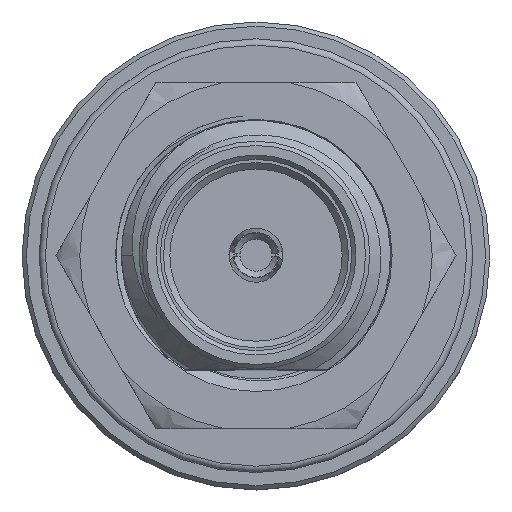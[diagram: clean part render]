
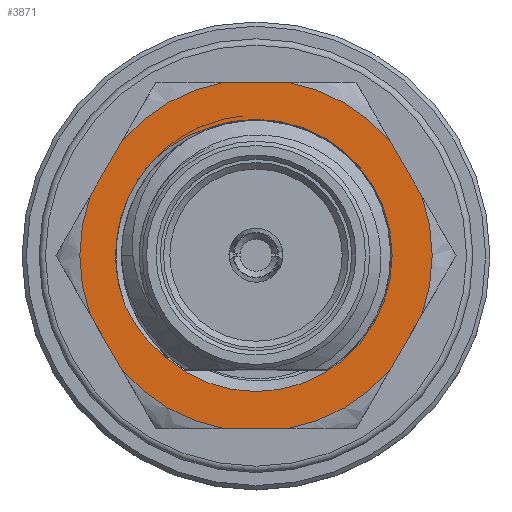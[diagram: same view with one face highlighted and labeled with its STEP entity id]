
A CAD part, top view. The second image highlights one B-rep face of the part: STEP entity #3871.
In plain terms, the highlighted planar face has unit normal (0, 0, 1).
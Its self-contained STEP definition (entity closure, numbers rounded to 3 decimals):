
#247=B_SPLINE_CURVE_WITH_KNOTS('',3,(#21607,#21608,#21609,#21610),
 .UNSPECIFIED.,.F.,.F.,(4,4),(0.005,0.006),
 .UNSPECIFIED.);
#248=B_SPLINE_CURVE_WITH_KNOTS('',3,(#21611,#21612,#21613,#21614),
 .UNSPECIFIED.,.F.,.F.,(4,4),(0.,0.002),
 .UNSPECIFIED.);
#558=LINE('',#21306,#791);
#561=LINE('',#21323,#794);
#563=LINE('',#21338,#796);
#567=LINE('',#21357,#800);
#570=LINE('',#21374,#803);
#572=LINE('',#21389,#805);
#791=VECTOR('',#6220,1000.);
#794=VECTOR('',#6229,1000.);
#796=VECTOR('',#6237,1000.);
#800=VECTOR('',#6247,1000.);
#803=VECTOR('',#6256,1000.);
#805=VECTOR('',#6264,1000.);
#1884=ORIENTED_EDGE('',*,*,#2519,.T.);
#1885=ORIENTED_EDGE('',*,*,#2520,.T.);
#1886=ORIENTED_EDGE('',*,*,#2517,.T.);
#1887=ORIENTED_EDGE('',*,*,#2521,.T.);
#1888=ORIENTED_EDGE('',*,*,#2511,.F.);
#1889=ORIENTED_EDGE('',*,*,#2508,.T.);
#1890=ORIENTED_EDGE('',*,*,#2506,.F.);
#1891=ORIENTED_EDGE('',*,*,#2502,.T.);
#1892=ORIENTED_EDGE('',*,*,#2500,.F.);
#1893=ORIENTED_EDGE('',*,*,#2496,.T.);
#1894=ORIENTED_EDGE('',*,*,#2493,.F.);
#1895=ORIENTED_EDGE('',*,*,#2490,.T.);
#1896=ORIENTED_EDGE('',*,*,#2488,.F.);
#1897=ORIENTED_EDGE('',*,*,#2485,.T.);
#1898=ORIENTED_EDGE('',*,*,#2482,.F.);
#1899=ORIENTED_EDGE('',*,*,#2476,.T.);
#2476=EDGE_CURVE('',#3370,#3371,#2662,.F.);
#2482=EDGE_CURVE('',#3370,#3374,#558,.T.);
#2485=EDGE_CURVE('',#3375,#3374,#2663,.F.);
#2488=EDGE_CURVE('',#3375,#3377,#561,.T.);
#2490=EDGE_CURVE('',#3378,#3377,#2664,.F.);
#2493=EDGE_CURVE('',#3378,#3379,#563,.T.);
#2496=EDGE_CURVE('',#3381,#3379,#2665,.F.);
#2500=EDGE_CURVE('',#3381,#3383,#567,.T.);
#2502=EDGE_CURVE('',#3384,#3383,#2666,.F.);
#2506=EDGE_CURVE('',#3384,#3386,#570,.T.);
#2508=EDGE_CURVE('',#3387,#3386,#2667,.F.);
#2511=EDGE_CURVE('',#3387,#3371,#572,.T.);
#2517=EDGE_CURVE('',#3393,#3392,#2670,.T.);
#2519=EDGE_CURVE('',#3394,#3395,#2671,.T.);
#2520=EDGE_CURVE('',#3395,#3393,#247,.T.);
#2521=EDGE_CURVE('',#3392,#3394,#248,.T.);
#2662=CIRCLE('',#5380,4.142);
#2663=CIRCLE('',#5383,4.142);
#2664=CIRCLE('',#5386,4.142);
#2665=CIRCLE('',#5389,4.142);
#2666=CIRCLE('',#5392,4.142);
#2667=CIRCLE('',#5395,4.142);
#2670=CIRCLE('',#5401,3.298);
#2671=CIRCLE('',#5403,3.2);
#2914=EDGE_LOOP('',(#1884,#1885,#1886,#1887));
#2915=EDGE_LOOP('',(#1888,#1889,#1890,#1891,#1892,#1893,#1894,#1895,#1896,
#1897,#1898,#1899));
#3001=PLANE('',#5402);
#3370=VERTEX_POINT('',#21290);
#3371=VERTEX_POINT('',#21291);
#3374=VERTEX_POINT('',#21307);
#3375=VERTEX_POINT('',#21317);
#3377=VERTEX_POINT('',#21324);
#3378=VERTEX_POINT('',#21331);
#3379=VERTEX_POINT('',#21339);
#3381=VERTEX_POINT('',#21348);
#3383=VERTEX_POINT('',#21358);
#3384=VERTEX_POINT('',#21365);
#3386=VERTEX_POINT('',#21375);
#3387=VERTEX_POINT('',#21382);
#3392=VERTEX_POINT('',#21503);
#3393=VERTEX_POINT('',#21505);
#3394=VERTEX_POINT('',#21605);
#3395=VERTEX_POINT('',#21606);
#3640=FACE_BOUND('',#2914,.T.);
#3641=FACE_BOUND('',#2915,.T.);
#3871=ADVANCED_FACE('',(#3640,#3641),#3001,.F.);
#5380=AXIS2_PLACEMENT_3D('',#21289,#6213,#6214);
#5383=AXIS2_PLACEMENT_3D('',#21318,#6223,#6224);
#5386=AXIS2_PLACEMENT_3D('',#21330,#6232,#6233);
#5389=AXIS2_PLACEMENT_3D('',#21347,#6241,#6242);
#5392=AXIS2_PLACEMENT_3D('',#21364,#6250,#6251);
#5395=AXIS2_PLACEMENT_3D('',#21381,#6259,#6260);
#5401=AXIS2_PLACEMENT_3D('',#21504,#6273,#6274);
#5402=AXIS2_PLACEMENT_3D('',#21603,#6275,#6276);
#5403=AXIS2_PLACEMENT_3D('',#21604,#6277,#6278);
#6213=DIRECTION('',(0.,0.,-1.));
#6214=DIRECTION('',(0.,1.,0.));
#6220=DIRECTION('',(0.5,-0.866,0.));
#6223=DIRECTION('',(0.,0.,-1.));
#6224=DIRECTION('',(0.,1.,0.));
#6229=DIRECTION('',(-0.5,-0.866,0.));
#6232=DIRECTION('',(0.,0.,-1.));
#6233=DIRECTION('',(0.,1.,0.));
#6237=DIRECTION('',(-1.,0.,0.));
#6241=DIRECTION('',(0.,0.,-1.));
#6242=DIRECTION('',(0.,1.,0.));
#6247=DIRECTION('',(-0.5,0.866,0.));
#6250=DIRECTION('',(0.,0.,-1.));
#6251=DIRECTION('',(0.,1.,0.));
#6256=DIRECTION('',(0.5,0.866,0.));
#6259=DIRECTION('',(0.,0.,-1.));
#6260=DIRECTION('',(0.,1.,0.));
#6264=DIRECTION('',(1.,0.,0.));
#6273=DIRECTION('',(0.,0.,-1.));
#6274=DIRECTION('',(0.,1.,0.));
#6275=DIRECTION('',(0.,0.,-1.));
#6276=DIRECTION('',(0.,1.,0.));
#6277=DIRECTION('',(0.,0.,-1.));
#6278=DIRECTION('',(0.,1.,0.));
#21289=CARTESIAN_POINT('',(0.,0.,11.03));
#21290=CARTESIAN_POINT('',(3.157,2.682,11.03));
#21291=CARTESIAN_POINT('',(0.744,4.075,11.03));
#21306=CARTESIAN_POINT('',(2.353,4.075,11.03));
#21307=CARTESIAN_POINT('',(3.901,1.393,11.03));
#21317=CARTESIAN_POINT('',(3.901,-1.393,11.03));
#21318=CARTESIAN_POINT('',(0.,0.,11.03));
#21323=CARTESIAN_POINT('',(4.705,0.,11.03));
#21324=CARTESIAN_POINT('',(3.157,-2.682,11.03));
#21330=CARTESIAN_POINT('',(0.,0.,11.03));
#21331=CARTESIAN_POINT('',(0.744,-4.075,11.03));
#21338=CARTESIAN_POINT('',(2.353,-4.075,11.03));
#21339=CARTESIAN_POINT('',(-0.744,-4.075,11.03));
#21347=CARTESIAN_POINT('',(0.,0.,11.03));
#21348=CARTESIAN_POINT('',(-3.157,-2.682,11.03));
#21357=CARTESIAN_POINT('',(-2.353,-4.075,11.03));
#21358=CARTESIAN_POINT('',(-3.901,-1.393,11.03));
#21364=CARTESIAN_POINT('',(0.,0.,11.03));
#21365=CARTESIAN_POINT('',(-3.901,1.393,11.03));
#21374=CARTESIAN_POINT('',(-4.705,0.,11.03));
#21375=CARTESIAN_POINT('',(-3.157,2.682,11.03));
#21381=CARTESIAN_POINT('',(0.,0.,11.03));
#21382=CARTESIAN_POINT('',(-0.744,4.075,11.03));
#21389=CARTESIAN_POINT('',(-2.353,4.075,11.03));
#21503=CARTESIAN_POINT('',(-2.439,2.219,11.03));
#21504=CARTESIAN_POINT('',(0.,0.,11.03));
#21505=CARTESIAN_POINT('',(-3.094,-1.14,11.03));
#21603=CARTESIAN_POINT('',(0.,0.,11.03));
#21604=CARTESIAN_POINT('',(0.,0.,11.03));
#21605=CARTESIAN_POINT('',(-1.099,3.005,11.03));
#21606=CARTESIAN_POINT('',(-2.068,-2.442,11.03));
#21607=CARTESIAN_POINT('',(-2.068,-2.442,11.03));
#21608=CARTESIAN_POINT('',(-2.514,-2.11,11.03));
#21609=CARTESIAN_POINT('',(-2.869,-1.656,11.03));
#21610=CARTESIAN_POINT('',(-3.094,-1.14,11.03));
#21611=CARTESIAN_POINT('',(-2.439,2.219,11.03));
#21612=CARTESIAN_POINT('',(-2.062,2.588,11.03));
#21613=CARTESIAN_POINT('',(-1.599,2.858,11.03));
#21614=CARTESIAN_POINT('',(-1.099,3.005,11.03));
